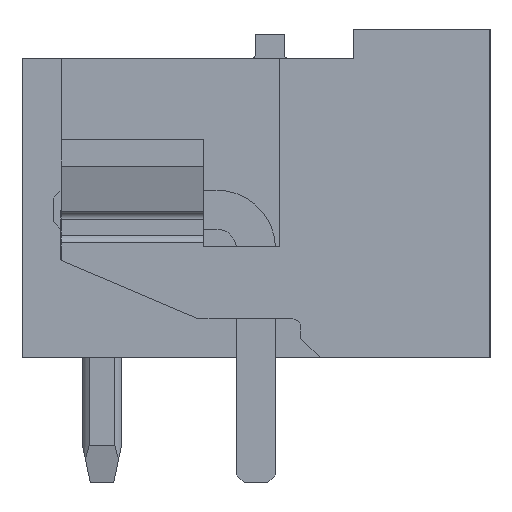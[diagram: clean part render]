
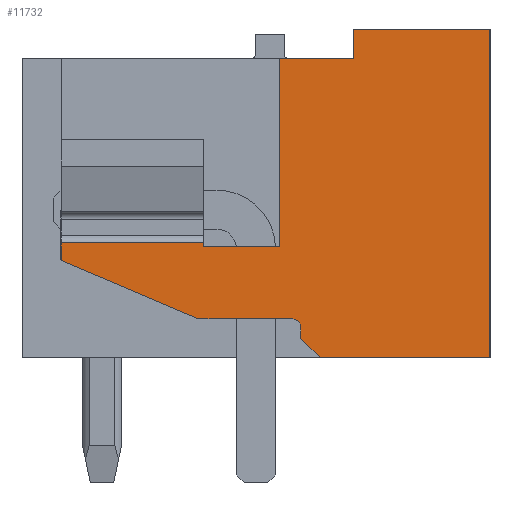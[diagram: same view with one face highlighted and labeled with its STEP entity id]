
A CAD part, left-side view. The second image highlights one B-rep face of the part: STEP entity #11732.
In plain terms, the highlighted planar face has unit normal (-1, 0, 0).
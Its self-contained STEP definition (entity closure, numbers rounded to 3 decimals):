
#11476=AXIS2_PLACEMENT_3D('Circle Axis2P3D',#11474,#11475,$) ;
#11703=AXIS2_PLACEMENT_3D('Plane Axis2P3D',#11700,#11701,#11702) ;
#269=CARTESIAN_POINT('Vertex',(0.,3.5,11.63)) ;
#272=CARTESIAN_POINT('Line Origine',(0.,1.75,11.63)) ;
#276=CARTESIAN_POINT('Vertex',(0.,0.,11.63)) ;
#871=CARTESIAN_POINT('Vertex',(0.,5.4,10.88)) ;
#874=CARTESIAN_POINT('Line Origine',(0.,4.45,10.88)) ;
#878=CARTESIAN_POINT('Vertex',(0.,3.5,10.88)) ;
#1328=CARTESIAN_POINT('Vertex',(0.,0.,3.2)) ;
#1331=CARTESIAN_POINT('Line Origine',(0.,2.177,3.2)) ;
#1335=CARTESIAN_POINT('Vertex',(0.,4.354,3.2)) ;
#5730=CARTESIAN_POINT('Line Origine',(0.,0.,7.415)) ;
#11024=CARTESIAN_POINT('Vertex',(0.,7.35,6.15)) ;
#11027=CARTESIAN_POINT('Line Origine',(0.,7.35,6.1)) ;
#11031=CARTESIAN_POINT('Vertex',(0.,7.35,6.05)) ;
#11138=CARTESIAN_POINT('Line Origine',(0.,9.175,6.15)) ;
#11142=CARTESIAN_POINT('Vertex',(0.,11.,6.15)) ;
#11364=CARTESIAN_POINT('Vertex',(0.,7.464,4.2)) ;
#11369=CARTESIAN_POINT('Line Origine',(0.,9.232,4.95)) ;
#11373=CARTESIAN_POINT('Vertex',(0.,11.,5.7)) ;
#11404=CARTESIAN_POINT('Vertex',(0.,5.054,4.2)) ;
#11409=CARTESIAN_POINT('Line Origine',(0.,6.259,4.2)) ;
#11469=CARTESIAN_POINT('Vertex',(0.,4.854,4.)) ;
#11474=CARTESIAN_POINT('Axis2P3D Location',(0.,5.054,4.)) ;
#11500=CARTESIAN_POINT('Vertex',(0.,4.854,3.7)) ;
#11505=CARTESIAN_POINT('Line Origine',(0.,4.854,3.85)) ;
#11527=CARTESIAN_POINT('Line Origine',(0.,4.604,3.45)) ;
#11553=CARTESIAN_POINT('Vertex',(0.,5.4,6.05)) ;
#11558=CARTESIAN_POINT('Line Origine',(0.,5.4,8.465)) ;
#11608=CARTESIAN_POINT('Line Origine',(0.,6.375,6.05)) ;
#11700=CARTESIAN_POINT('Axis2P3D Location',(0.,0.,0.)) ;
#11705=CARTESIAN_POINT('Line Origine',(0.,11.,5.925)) ;
#11710=CARTESIAN_POINT('Line Origine',(0.,3.5,11.255)) ;
#273=DIRECTION('Vector Direction',(0.,-1.,0.)) ;
#875=DIRECTION('Vector Direction',(0.,1.,0.)) ;
#1332=DIRECTION('Vector Direction',(0.,1.,0.)) ;
#5731=DIRECTION('Vector Direction',(0.,0.,-1.)) ;
#11028=DIRECTION('Vector Direction',(0.,0.,1.)) ;
#11139=DIRECTION('Vector Direction',(0.,1.,0.)) ;
#11370=DIRECTION('Vector Direction',(0.,-0.921,-0.391)) ;
#11410=DIRECTION('Vector Direction',(0.,-1.,0.)) ;
#11475=DIRECTION('Axis2P3D Direction',(-1.,0.,0.)) ;
#11506=DIRECTION('Vector Direction',(0.,0.,-1.)) ;
#11528=DIRECTION('Vector Direction',(0.,-0.707,-0.707)) ;
#11559=DIRECTION('Vector Direction',(0.,0.,1.)) ;
#11609=DIRECTION('Vector Direction',(0.,1.,0.)) ;
#11701=DIRECTION('Axis2P3D Direction',(-1.,0.,0.)) ;
#11702=DIRECTION('Axis2P3D XDirection',(0.,-1.,0.)) ;
#11706=DIRECTION('Vector Direction',(0.,0.,-1.)) ;
#11711=DIRECTION('Vector Direction',(0.,0.,1.)) ;
#274=VECTOR('Line Direction',#273,1.) ;
#876=VECTOR('Line Direction',#875,1.) ;
#1333=VECTOR('Line Direction',#1332,1.) ;
#5732=VECTOR('Line Direction',#5731,1.) ;
#11029=VECTOR('Line Direction',#11028,1.) ;
#11140=VECTOR('Line Direction',#11139,1.) ;
#11371=VECTOR('Line Direction',#11370,1.) ;
#11411=VECTOR('Line Direction',#11410,1.) ;
#11507=VECTOR('Line Direction',#11506,1.) ;
#11529=VECTOR('Line Direction',#11528,1.) ;
#11560=VECTOR('Line Direction',#11559,1.) ;
#11610=VECTOR('Line Direction',#11609,1.) ;
#11707=VECTOR('Line Direction',#11706,1.) ;
#11712=VECTOR('Line Direction',#11711,1.) ;
#11716=ORIENTED_EDGE('',*,*,#11033,.T.) ;
#11717=ORIENTED_EDGE('',*,*,#11144,.T.) ;
#11718=ORIENTED_EDGE('',*,*,#11709,.F.) ;
#11719=ORIENTED_EDGE('',*,*,#11375,.F.) ;
#11720=ORIENTED_EDGE('',*,*,#11413,.F.) ;
#11721=ORIENTED_EDGE('',*,*,#11478,.F.) ;
#11722=ORIENTED_EDGE('',*,*,#11509,.F.) ;
#11723=ORIENTED_EDGE('',*,*,#11531,.F.) ;
#11724=ORIENTED_EDGE('',*,*,#1337,.T.) ;
#11725=ORIENTED_EDGE('',*,*,#5734,.T.) ;
#11726=ORIENTED_EDGE('',*,*,#278,.T.) ;
#11727=ORIENTED_EDGE('',*,*,#11714,.T.) ;
#11728=ORIENTED_EDGE('',*,*,#880,.T.) ;
#11729=ORIENTED_EDGE('',*,*,#11562,.F.) ;
#11730=ORIENTED_EDGE('',*,*,#11612,.F.) ;
#11732=ADVANCED_FACE('Housing',(#11731),#11704,.T.) ;
#11477=CIRCLE('generated circle',#11476,0.2) ;
#278=EDGE_CURVE('',#277,#270,#275,.F.) ;
#880=EDGE_CURVE('',#879,#872,#877,.T.) ;
#1337=EDGE_CURVE('',#1336,#1329,#1334,.F.) ;
#5734=EDGE_CURVE('',#1329,#277,#5733,.F.) ;
#11033=EDGE_CURVE('',#11032,#11025,#11030,.T.) ;
#11144=EDGE_CURVE('',#11025,#11143,#11141,.T.) ;
#11375=EDGE_CURVE('',#11365,#11374,#11372,.F.) ;
#11413=EDGE_CURVE('',#11405,#11365,#11412,.F.) ;
#11478=EDGE_CURVE('',#11470,#11405,#11477,.T.) ;
#11509=EDGE_CURVE('',#11501,#11470,#11508,.F.) ;
#11531=EDGE_CURVE('',#1336,#11501,#11530,.F.) ;
#11562=EDGE_CURVE('',#11554,#872,#11561,.T.) ;
#11612=EDGE_CURVE('',#11032,#11554,#11611,.F.) ;
#11709=EDGE_CURVE('',#11374,#11143,#11708,.F.) ;
#11714=EDGE_CURVE('',#270,#879,#11713,.F.) ;
#11715=EDGE_LOOP('',(#11716,#11717,#11718,#11719,#11720,#11721,#11722,#11723,#11724,#11725,#11726,#11727,#11728,#11729,#11730)) ;
#11731=FACE_OUTER_BOUND('',#11715,.T.) ;
#275=LINE('Line',#272,#274) ;
#877=LINE('Line',#874,#876) ;
#1334=LINE('Line',#1331,#1333) ;
#5733=LINE('Line',#5730,#5732) ;
#11030=LINE('Line',#11027,#11029) ;
#11141=LINE('Line',#11138,#11140) ;
#11372=LINE('Line',#11369,#11371) ;
#11412=LINE('Line',#11409,#11411) ;
#11508=LINE('Line',#11505,#11507) ;
#11530=LINE('Line',#11527,#11529) ;
#11561=LINE('Line',#11558,#11560) ;
#11611=LINE('Line',#11608,#11610) ;
#11708=LINE('Line',#11705,#11707) ;
#11713=LINE('Line',#11710,#11712) ;
#11704=PLANE('',#11703) ;
#270=VERTEX_POINT('',#269) ;
#277=VERTEX_POINT('',#276) ;
#872=VERTEX_POINT('',#871) ;
#879=VERTEX_POINT('',#878) ;
#1329=VERTEX_POINT('',#1328) ;
#1336=VERTEX_POINT('',#1335) ;
#11025=VERTEX_POINT('',#11024) ;
#11032=VERTEX_POINT('',#11031) ;
#11143=VERTEX_POINT('',#11142) ;
#11365=VERTEX_POINT('',#11364) ;
#11374=VERTEX_POINT('',#11373) ;
#11405=VERTEX_POINT('',#11404) ;
#11470=VERTEX_POINT('',#11469) ;
#11501=VERTEX_POINT('',#11500) ;
#11554=VERTEX_POINT('',#11553) ;
